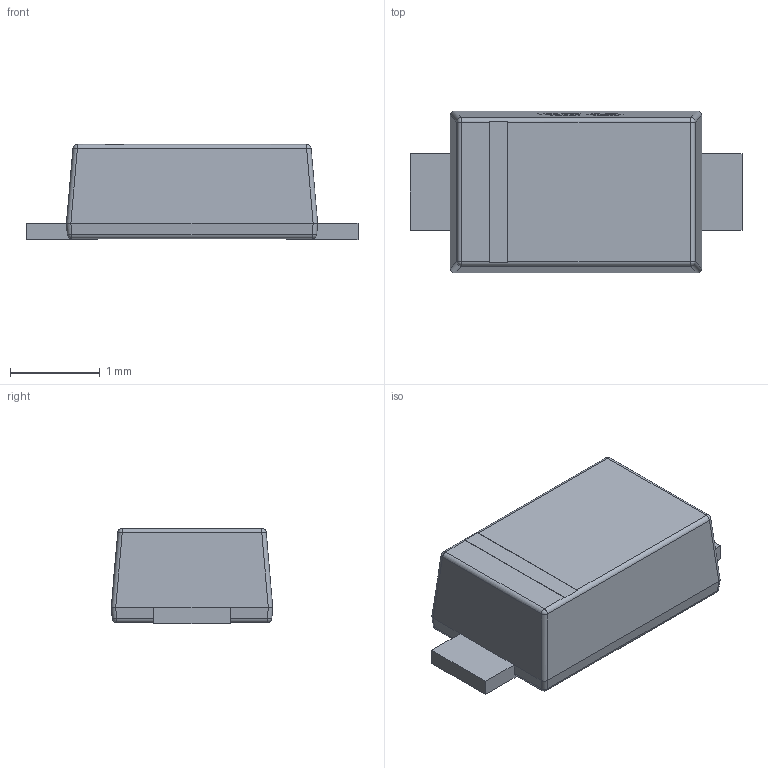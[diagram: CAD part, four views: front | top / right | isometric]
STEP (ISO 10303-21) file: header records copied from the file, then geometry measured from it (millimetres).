
FILE_DESCRIPTION (( 'STEP AP214' ), '1' );
FILE_NAME ('SOD-123FL_L2.8-W1.8-LS3.7-RD.step', '2022-07-29T07:44:09', ( '' ), ( '' ), 'SwSTEP 2.0', 'SolidWorks 2020', '' );
FILE_SCHEMA (( 'AUTOMOTIVE_DESIGN' ));
Length unit declared in the file: millimetre
Products named in the file (1): SOD-123FL_L2.8-W1.8-LS3.7-RD
Bounding box: 3.7 x 1.8 x 1.06 mm (x, y, z)
Volume: 5.1 mm3; surface area: 20.2 mm2
Topology: 1 solids, 1 shells, 278 faces, 735 edges, 478 vertices
Faces by surface type: plane 154, bspline 98, cylinder 18, sphere 8
Entity records: 12107 total; most frequent: CARTESIAN_POINT 2810, ORIENTED_EDGE 1470, DIRECTION 925, EDGE_CURVE 735, VECTOR 499, LINE 499, VERTEX_POINT 478, EDGE_LOOP 297
